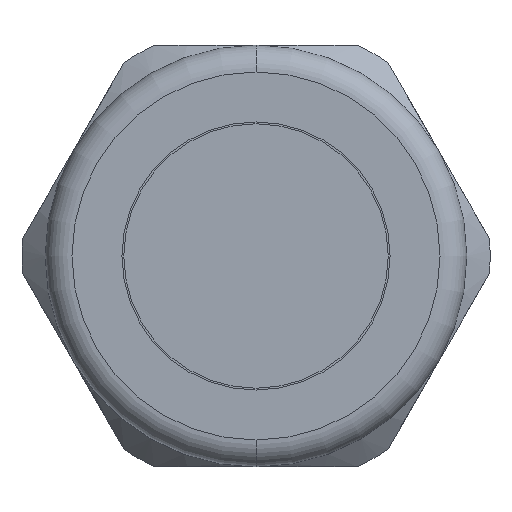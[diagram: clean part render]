
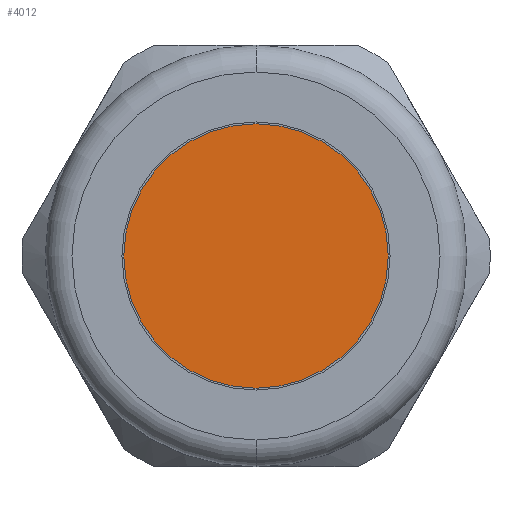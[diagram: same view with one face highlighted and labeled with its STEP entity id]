
A CAD part, left-side view. The second image highlights one B-rep face of the part: STEP entity #4012.
In plain terms, the highlighted planar face has unit normal (-1, 0, 0).
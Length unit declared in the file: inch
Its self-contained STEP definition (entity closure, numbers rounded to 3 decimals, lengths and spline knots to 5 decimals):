
#1283 = DIRECTION ( 'NONE',  ( 0., 0., 1. ) ) ;
#1284 = DIRECTION ( 'NONE',  ( -1., 0., 0. ) ) ;
#1285 = CARTESIAN_POINT ( 'NONE',  ( -2.22, 0., 0. ) ) ;
#1286 = AXIS2_PLACEMENT_3D ( 'NONE', #1285, #1284, #1283 ) ;
#1287 = PLANE ( 'NONE',  #1286 ) ;
#1288 = FACE_OUTER_BOUND ( 'NONE', #4075, .T. ) ;
#1314 = CARTESIAN_POINT ( 'NONE',  ( -2.22, 0., 0. ) ) ;
#1321 = CARTESIAN_POINT ( 'NONE',  ( -2.22, 0., -0.74 ) ) ;
#1336 = DIRECTION ( 'NONE',  ( 0., 0., 1. ) ) ;
#1337 = DIRECTION ( 'NONE',  ( -1., 0., 0. ) ) ;
#1338 = CARTESIAN_POINT ( 'NONE',  ( -2.22, 0., 0. ) ) ;
#1339 = AXIS2_PLACEMENT_3D ( 'NONE', #1338, #1337, #1336 ) ;
#1344 = CIRCLE ( 'NONE', #1339, 0.74 ) ;
#1372 = DIRECTION ( 'NONE',  ( 0., 0., 1. ) ) ;
#1373 = DIRECTION ( 'NONE',  ( -1., 0., 0. ) ) ;
#1374 = AXIS2_PLACEMENT_3D ( 'NONE', #1314, #1373, #1372 ) ;
#1375 = CIRCLE ( 'NONE', #1374, 0.74 ) ;
#1421 = CARTESIAN_POINT ( 'NONE',  ( -2.22, 0., 0.74 ) ) ;
#4012 = ADVANCED_FACE ( 'NONE', ( #1288 ), #1287, .T. ) ;
#4018 = EDGE_CURVE ( 'NONE', #4083, #4034, #1344, .T. ) ;
#4034 = VERTEX_POINT ( 'NONE', #1321 ) ;
#4038 = EDGE_CURVE ( 'NONE', #4034, #4083, #1375, .T. ) ;
#4075 = EDGE_LOOP ( 'NONE', ( #4444, #4446 ) ) ;
#4083 = VERTEX_POINT ( 'NONE', #1421 ) ;
#4444 = ORIENTED_EDGE ( 'NONE', *, *, #4018, .T. ) ;
#4446 = ORIENTED_EDGE ( 'NONE', *, *, #4038, .T. ) ;
